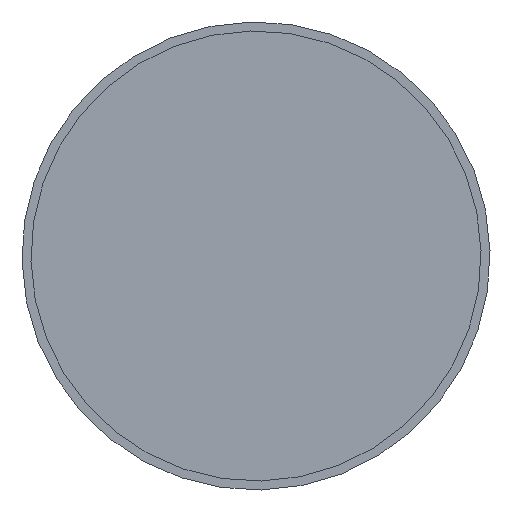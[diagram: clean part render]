
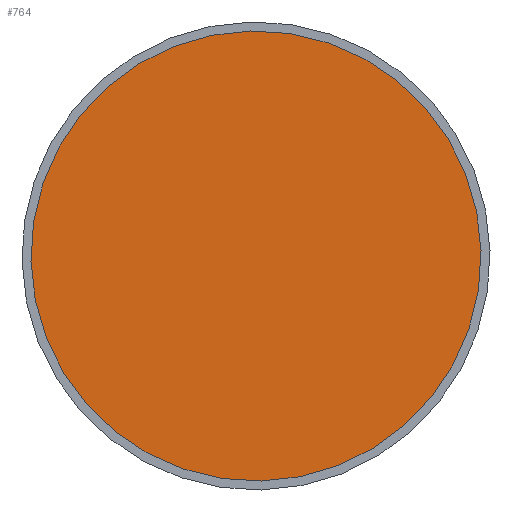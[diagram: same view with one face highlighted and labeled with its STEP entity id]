
A CAD part, front view. The second image highlights one B-rep face of the part: STEP entity #764.
In plain terms, the highlighted planar face has unit normal (0, -1, 0).
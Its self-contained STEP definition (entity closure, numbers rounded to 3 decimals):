
#52=PLANE('',#882);
#127=FACE_OUTER_BOUND('',#171,.T.);
#171=EDGE_LOOP('',(#631,#632));
#286=CIRCLE('',#880,25.);
#287=CIRCLE('',#881,25.);
#361=VERTEX_POINT('',#1321);
#362=VERTEX_POINT('',#1322);
#459=EDGE_CURVE('',#361,#362,#286,.T.);
#460=EDGE_CURVE('',#362,#361,#287,.T.);
#631=ORIENTED_EDGE('',*,*,#459,.T.);
#632=ORIENTED_EDGE('',*,*,#460,.T.);
#764=ADVANCED_FACE('',(#127),#52,.T.);
#880=AXIS2_PLACEMENT_3D('',#1323,#1088,#1089);
#881=AXIS2_PLACEMENT_3D('',#1324,#1090,#1091);
#882=AXIS2_PLACEMENT_3D('',#1326,#1093,#1094);
#1088=DIRECTION('center_axis',(0.,-1.,0.));
#1089=DIRECTION('ref_axis',(0.751,0.,0.661));
#1090=DIRECTION('center_axis',(0.,-1.,0.));
#1091=DIRECTION('ref_axis',(0.751,0.,0.661));
#1093=DIRECTION('center_axis',(0.,-1.,0.));
#1094=DIRECTION('ref_axis',(0.661,0.,-0.751));
#1321=CARTESIAN_POINT('',(18.77,-41.077,16.513));
#1322=CARTESIAN_POINT('',(-18.77,-41.077,-16.513));
#1323=CARTESIAN_POINT('Origin',(0.,-41.077,
0.));
#1324=CARTESIAN_POINT('Origin',(0.,-41.077,
0.));
#1326=CARTESIAN_POINT('Origin',(9.385,-41.077,8.256));
